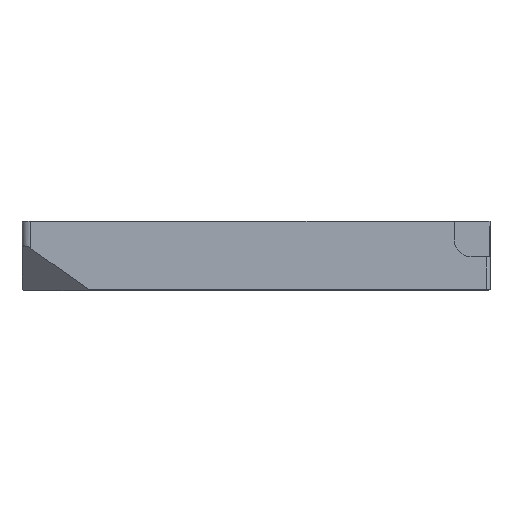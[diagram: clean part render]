
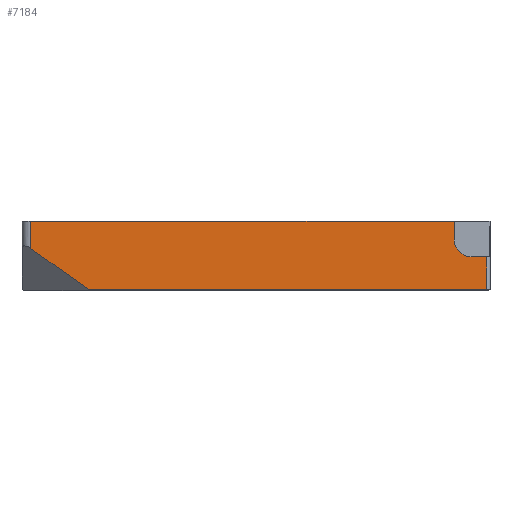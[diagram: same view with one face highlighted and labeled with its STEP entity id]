
A CAD part, left-side view. The second image highlights one B-rep face of the part: STEP entity #7184.
In plain terms, the highlighted planar face has unit normal (-1, 0, 0).
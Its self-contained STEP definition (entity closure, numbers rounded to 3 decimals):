
#144=CIRCLE('',#7307,4.1);
#549=FACE_OUTER_BOUND('',#1014,.T.);
#1014=EDGE_LOOP('',(#6452,#6453,#6454,#6455,#6456,#6457,#6458,#6459));
#1234=LINE('',#9902,#2170);
#1254=LINE('',#9946,#2190);
#1304=LINE('',#10062,#2240);
#1901=LINE('',#11261,#2837);
#1906=LINE('',#11274,#2842);
#1934=LINE('',#11338,#2870);
#1950=LINE('',#11378,#2886);
#2170=VECTOR('',#8016,10.);
#2190=VECTOR('',#8046,10.);
#2240=VECTOR('',#8126,10.);
#2837=VECTOR('',#9255,10.);
#2842=VECTOR('',#9266,10.);
#2870=VECTOR('',#9346,10.);
#2886=VECTOR('',#9400,10.);
#3071=VERTEX_POINT('',#9880);
#3078=VERTEX_POINT('',#9900);
#3097=VERTEX_POINT('',#9944);
#3147=VERTEX_POINT('',#10060);
#3148=VERTEX_POINT('',#10061);
#3482=VERTEX_POINT('',#11257);
#3484=VERTEX_POINT('',#11260);
#3488=VERTEX_POINT('',#11270);
#3743=EDGE_CURVE('',#3078,#3071,#1234,.T.);
#3765=EDGE_CURVE('',#3078,#3097,#1254,.T.);
#3816=EDGE_CURVE('',#3147,#3148,#1304,.T.);
#3820=EDGE_CURVE('',#3097,#3147,#144,.T.);
#4428=EDGE_CURVE('',#3484,#3482,#1901,.T.);
#4435=EDGE_CURVE('',#3484,#3488,#1906,.T.);
#4468=EDGE_CURVE('',#3071,#3482,#1934,.T.);
#4489=EDGE_CURVE('',#3488,#3148,#1950,.T.);
#6452=ORIENTED_EDGE('',*,*,#4489,.F.);
#6453=ORIENTED_EDGE('',*,*,#4435,.F.);
#6454=ORIENTED_EDGE('',*,*,#4428,.T.);
#6455=ORIENTED_EDGE('',*,*,#4468,.F.);
#6456=ORIENTED_EDGE('',*,*,#3743,.F.);
#6457=ORIENTED_EDGE('',*,*,#3765,.T.);
#6458=ORIENTED_EDGE('',*,*,#3820,.T.);
#6459=ORIENTED_EDGE('',*,*,#3816,.T.);
#6811=PLANE('',#7620);
#7184=ADVANCED_FACE('',(#549),#6811,.F.);
#7307=AXIS2_PLACEMENT_3D('',#10069,#8132,#8133);
#7620=AXIS2_PLACEMENT_3D('',#11379,#9401,#9402);
#8016=DIRECTION('',(0.,0.,-1.));
#8046=DIRECTION('',(0.,1.,0.));
#8126=DIRECTION('',(0.,0.,1.));
#8132=DIRECTION('center_axis',(1.,0.,0.));
#8133=DIRECTION('ref_axis',(0.,-1.,0.));
#9255=DIRECTION('',(0.,-0.816,-0.577));
#9266=DIRECTION('',(0.,0.,1.));
#9346=DIRECTION('',(0.,1.,0.));
#9400=DIRECTION('',(0.,-1.,0.));
#9401=DIRECTION('center_axis',(1.,0.,0.));
#9402=DIRECTION('ref_axis',(0.,0.,1.));
#9880=CARTESIAN_POINT('',(-52.75,-64.808,0.4));
#9900=CARTESIAN_POINT('',(-52.75,-64.808,7.8));
#9902=CARTESIAN_POINT('',(-52.75,-64.808,10.652));
#9944=CARTESIAN_POINT('',(-52.75,-61.508,7.8));
#9946=CARTESIAN_POINT('',(-52.75,-62.121,7.8));
#10060=CARTESIAN_POINT('',(-52.75,-57.408,11.9));
#10061=CARTESIAN_POINT('',(-52.75,-57.408,16.));
#10062=CARTESIAN_POINT('',(-52.75,-57.408,8.602));
#10069=CARTESIAN_POINT('Origin',(-52.75,-61.508,11.9));
#11257=CARTESIAN_POINT('',(-52.75,26.201,0.4));
#11260=CARTESIAN_POINT('',(-52.75,39.392,9.728));
#11261=CARTESIAN_POINT('',(-52.75,41.392,11.142));
#11270=CARTESIAN_POINT('',(-52.75,39.392,16.));
#11274=CARTESIAN_POINT('',(-52.75,39.392,8.223));
#11338=CARTESIAN_POINT('',(-52.75,-40.871,0.4));
#11378=CARTESIAN_POINT('',(-52.75,-56.392,16.));
#11379=CARTESIAN_POINT('Origin',(-52.75,-43.635,5.303));
